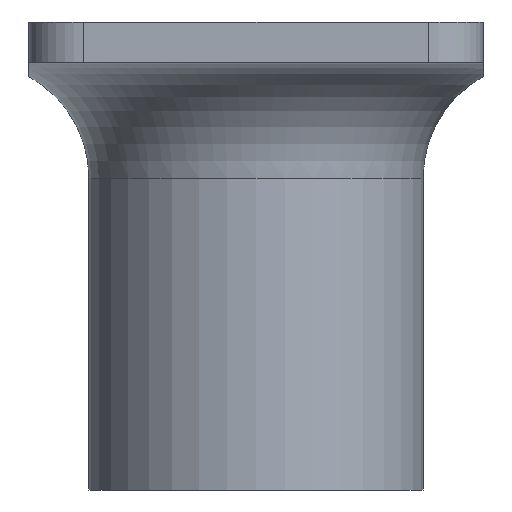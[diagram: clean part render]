
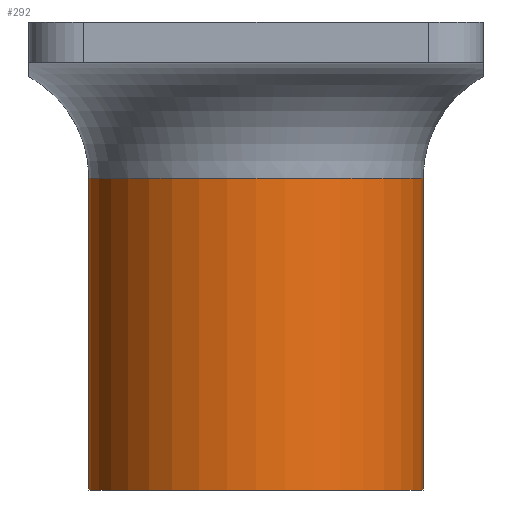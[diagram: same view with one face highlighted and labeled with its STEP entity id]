
A CAD part, left-side view. The second image highlights one B-rep face of the part: STEP entity #292.
In plain terms, the highlighted cylindrical face has radius 12.5 mm (diameter 25 mm), a full revolution.
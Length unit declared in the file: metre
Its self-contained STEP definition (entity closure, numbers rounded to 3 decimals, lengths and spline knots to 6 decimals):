
#16=CYLINDRICAL_SURFACE('',#332,0.0125);
#92=ORIENTED_EDGE('',*,*,#164,.T.);
#93=ORIENTED_EDGE('',*,*,#165,.F.);
#164=EDGE_CURVE('',#199,#199,#210,.F.);
#165=EDGE_CURVE('',#200,#200,#211,.T.);
#199=VERTEX_POINT('',#521);
#200=VERTEX_POINT('',#523);
#210=CIRCLE('',#333,0.0125);
#211=CIRCLE('',#334,0.0125);
#231=EDGE_LOOP('',(#92));
#232=EDGE_LOOP('',(#93));
#259=FACE_BOUND('',#231,.T.);
#260=FACE_BOUND('',#232,.T.);
#292=ADVANCED_FACE('',(#259,#260),#16,.T.);
#332=AXIS2_PLACEMENT_3D('',#519,#405,#406);
#333=AXIS2_PLACEMENT_3D('',#520,#407,#408);
#334=AXIS2_PLACEMENT_3D('',#522,#409,#410);
#405=DIRECTION('',(0.,0.,1.));
#406=DIRECTION('',(1.,0.,0.));
#407=DIRECTION('',(0.,0.,1.));
#408=DIRECTION('',(1.,0.,0.));
#409=DIRECTION('',(0.,0.,-1.));
#410=DIRECTION('',(-1.,0.,0.));
#519=CARTESIAN_POINT('',(0.01775,0.011,-0.035));
#520=CARTESIAN_POINT('',(0.01775,0.011,-0.011691));
#521=CARTESIAN_POINT('',(0.03025,0.011,-0.011691));
#522=CARTESIAN_POINT('',(0.01775,0.011,-0.035));
#523=CARTESIAN_POINT('',(0.00525,0.011,-0.035));
